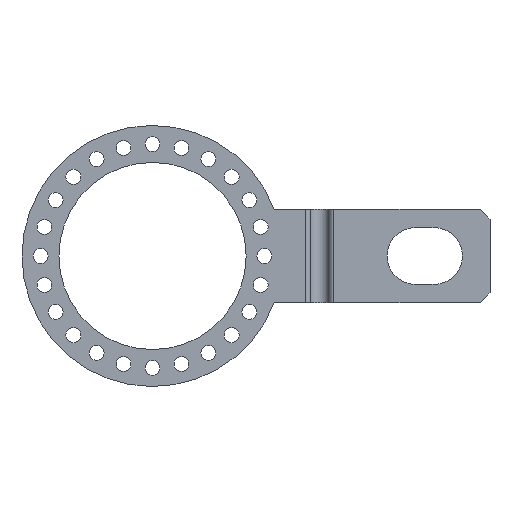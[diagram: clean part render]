
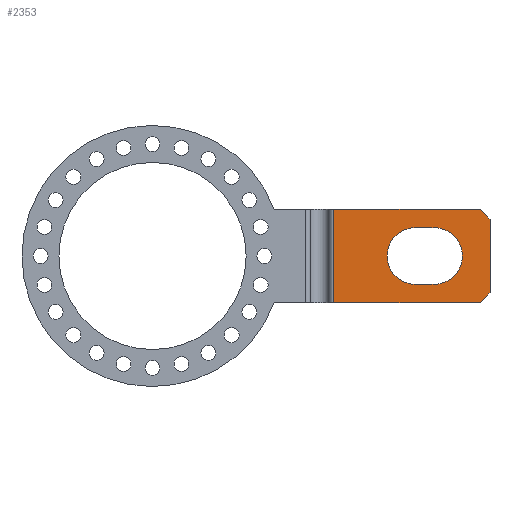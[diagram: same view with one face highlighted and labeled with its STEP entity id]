
A CAD part, front view. The second image highlights one B-rep face of the part: STEP entity #2353.
In plain terms, the highlighted planar face has unit normal (0, -1, 0).
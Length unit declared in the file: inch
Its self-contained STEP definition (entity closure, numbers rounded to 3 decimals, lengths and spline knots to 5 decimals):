
#809=CARTESIAN_POINT('',(5.575,-0.545,1.8));
#810=DIRECTION('',(0.,1.,0.));
#811=DIRECTION('',(0.,0.,1.));
#812=AXIS2_PLACEMENT_3D('',#809,#810,#811);
#814=DIRECTION('',(1.,0.,0.));
#815=VECTOR('',#814,0.25);
#816=CARTESIAN_POINT('',(5.325,-0.545,2.18));
#817=LINE('',#816,#815);
#818=CARTESIAN_POINT('',(5.325,-0.545,1.8));
#819=DIRECTION('',(0.,1.,0.));
#820=DIRECTION('',(0.,0.,-1.));
#821=AXIS2_PLACEMENT_3D('',#818,#819,#820);
#823=DIRECTION('',(-1.,0.,0.));
#824=VECTOR('',#823,0.25);
#825=CARTESIAN_POINT('',(5.575,-0.545,1.42));
#826=LINE('',#825,#824);
#827=DIRECTION('',(-0.707,0.,0.707));
#828=VECTOR('',#827,0.18385);
#829=CARTESIAN_POINT('',(6.325,-0.545,2.295));
#830=LINE('',#829,#828);
#831=DIRECTION('',(0.,0.,1.));
#832=VECTOR('',#831,0.99);
#833=CARTESIAN_POINT('',(6.325,-0.545,1.305));
#834=LINE('',#833,#832);
#835=DIRECTION('',(0.707,0.,0.707));
#836=VECTOR('',#835,0.18385);
#837=CARTESIAN_POINT('',(6.195,-0.545,1.175));
#838=LINE('',#837,#836);
#839=DIRECTION('',(1.,0.,0.));
#840=VECTOR('',#839,1.965);
#841=CARTESIAN_POINT('',(4.23,-0.545,1.175));
#842=LINE('',#841,#840);
#843=DIRECTION('',(0.,0.,-1.));
#844=VECTOR('',#843,1.25);
#845=CARTESIAN_POINT('',(4.23,-0.545,2.425));
#846=LINE('',#845,#844);
#847=DIRECTION('',(1.,0.,0.));
#848=VECTOR('',#847,1.965);
#849=CARTESIAN_POINT('',(4.23,-0.545,2.425));
#850=LINE('',#849,#848);
#1203=CARTESIAN_POINT('',(4.23,-0.545,2.425));
#1204=CARTESIAN_POINT('',(4.23,-0.545,1.175));
#1205=VERTEX_POINT('',#1203);
#1206=VERTEX_POINT('',#1204);
#1207=CARTESIAN_POINT('',(5.575,-0.545,2.18));
#1208=CARTESIAN_POINT('',(5.575,-0.545,1.42));
#1209=VERTEX_POINT('',#1207);
#1210=VERTEX_POINT('',#1208);
#1211=CARTESIAN_POINT('',(5.325,-0.545,1.42));
#1212=VERTEX_POINT('',#1211);
#1213=CARTESIAN_POINT('',(5.325,-0.545,2.18));
#1214=VERTEX_POINT('',#1213);
#1227=CARTESIAN_POINT('',(6.325,-0.545,2.295));
#1228=VERTEX_POINT('',#1227);
#1229=CARTESIAN_POINT('',(6.195,-0.545,2.425));
#1230=VERTEX_POINT('',#1229);
#1235=CARTESIAN_POINT('',(6.195,-0.545,1.175));
#1236=VERTEX_POINT('',#1235);
#1237=CARTESIAN_POINT('',(6.325,-0.545,1.305));
#1238=VERTEX_POINT('',#1237);
#2327=CARTESIAN_POINT('',(4.17,-0.545,0.));
#2328=DIRECTION('',(0.,-1.,0.));
#2329=DIRECTION('',(1.,0.,0.));
#2330=AXIS2_PLACEMENT_3D('',#2327,#2328,#2329);
#2331=PLANE('',#2330);
#2333=ORIENTED_EDGE('',*,*,#2332,.F.);
#2335=ORIENTED_EDGE('',*,*,#2334,.F.);
#2336=ORIENTED_EDGE('',*,*,#2277,.F.);
#2337=ORIENTED_EDGE('',*,*,#2264,.F.);
#2339=ORIENTED_EDGE('',*,*,#2338,.F.);
#2341=ORIENTED_EDGE('',*,*,#2340,.T.);
#2342=EDGE_LOOP('',(#2333,#2335,#2336,#2337,#2339,#2341));
#2343=FACE_OUTER_BOUND('',#2342,.F.);
#2344=ORIENTED_EDGE('',*,*,#2317,.F.);
#2346=ORIENTED_EDGE('',*,*,#2345,.F.);
#2348=ORIENTED_EDGE('',*,*,#2347,.F.);
#2350=ORIENTED_EDGE('',*,*,#2349,.F.);
#2351=EDGE_LOOP('',(#2344,#2346,#2348,#2350));
#2352=FACE_BOUND('',#2351,.F.);
#2353=ADVANCED_FACE('',(#2343,#2352),#2331,.T.);
#813=CIRCLE('',#812,0.38);
#822=CIRCLE('',#821,0.38);
#2264=EDGE_CURVE('',#1206,#1236,#842,.T.);
#2277=EDGE_CURVE('',#1236,#1238,#838,.T.);
#2317=EDGE_CURVE('',#1209,#1210,#813,.T.);
#2332=EDGE_CURVE('',#1228,#1230,#830,.T.);
#2334=EDGE_CURVE('',#1238,#1228,#834,.T.);
#2338=EDGE_CURVE('',#1205,#1206,#846,.T.);
#2340=EDGE_CURVE('',#1205,#1230,#850,.T.);
#2345=EDGE_CURVE('',#1214,#1209,#817,.T.);
#2347=EDGE_CURVE('',#1212,#1214,#822,.T.);
#2349=EDGE_CURVE('',#1210,#1212,#826,.T.);
